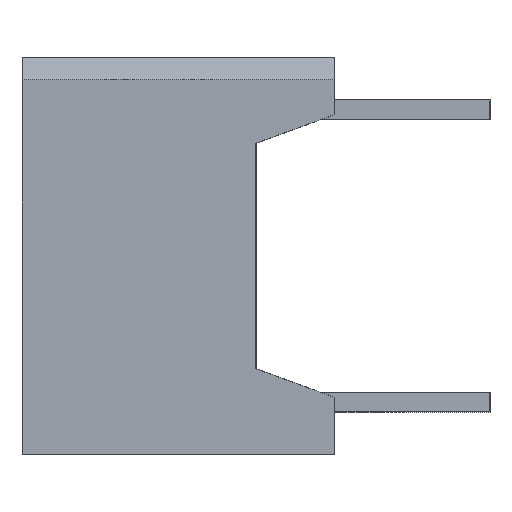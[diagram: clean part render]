
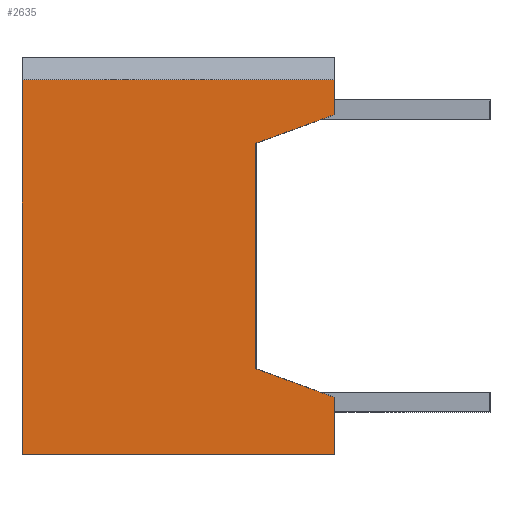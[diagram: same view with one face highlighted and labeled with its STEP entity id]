
A CAD part, left-side view. The second image highlights one B-rep face of the part: STEP entity #2635.
In plain terms, the highlighted planar face has unit normal (-1, 0, 0).
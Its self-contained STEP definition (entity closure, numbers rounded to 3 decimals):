
#7 = VECTOR ( 'NONE', #5059, 1000. ) ;
#24 = VECTOR ( 'NONE', #5056, 1000. ) ;
#52 = VECTOR ( 'NONE', #5041, 1000. ) ;
#58 = VECTOR ( 'NONE', #5035, 1000. ) ;
#74 = VECTOR ( 'NONE', #5050, 1000. ) ;
#220 = EDGE_CURVE ( 'NONE', #7660, #7706, #5033, .T. ) ;
#222 = EDGE_CURVE ( 'NONE', #7661, #7543, #5039, .T. ) ;
#225 = EDGE_CURVE ( 'NONE', #7660, #7708, #5048, .T. ) ;
#227 = EDGE_CURVE ( 'NONE', #1001, #7661, #5054, .T. ) ;
#228 = EDGE_CURVE ( 'NONE', #7543, #7715, #5057, .T. ) ;
#1001 = VERTEX_POINT ( 'NONE', #3949 ) ;
#1029 = VERTEX_POINT ( 'NONE', #3976 ) ;
#2635 = ADVANCED_FACE ( 'NONE', ( #6428 ), #15278, .T. ) ;
#3072 = EDGE_CURVE ( 'NONE', #7708, #1029, #13510, .T. ) ;
#3949 = CARTESIAN_POINT ( 'NONE',  ( -12.7, -6., 2.892 ) ) ;
#3976 = CARTESIAN_POINT ( 'NONE',  ( -12.7, -6., -2.892 ) ) ;
#4202 = EDGE_CURVE ( 'NONE', #7706, #7715, #13688, .T. ) ;
#5033 = LINE ( 'NONE', #5034, #58 ) ;
#5034 = CARTESIAN_POINT ( 'NONE',  ( -12.7, -8., -5.08 ) ) ;
#5035 = DIRECTION ( 'NONE',  ( 0., 1., 0. ) ) ;
#5039 = LINE ( 'NONE', #5040, #52 ) ;
#5040 = CARTESIAN_POINT ( 'NONE',  ( -12.7, -8., 0. ) ) ;
#5041 = DIRECTION ( 'NONE',  ( 0., 0., 1. ) ) ;
#5048 = LINE ( 'NONE', #5049, #74 ) ;
#5049 = CARTESIAN_POINT ( 'NONE',  ( -12.7, -8., 0. ) ) ;
#5050 = DIRECTION ( 'NONE',  ( 0., 0., 1. ) ) ;
#5054 = LINE ( 'NONE', #5055, #24 ) ;
#5055 = CARTESIAN_POINT ( 'NONE',  ( -12.7, -12.311, 5.189 ) ) ;
#5056 = DIRECTION ( 'NONE',  ( 0., -0.94, 0.342 ) ) ;
#5057 = LINE ( 'NONE', #5058, #7 ) ;
#5058 = CARTESIAN_POINT ( 'NONE',  ( -12.7, -8., 4.514 ) ) ;
#5059 = DIRECTION ( 'NONE',  ( 0., 1., 0. ) ) ;
#6428 = FACE_OUTER_BOUND ( 'NONE', #17422, .T. ) ;
#6434 = AXIS2_PLACEMENT_3D ( 'NONE', #15280, #15282, #15284 ) ;
#7355 = ORIENTED_EDGE ( 'NONE', *, *, #228, .T. ) ;
#7356 = ORIENTED_EDGE ( 'NONE', *, *, #227, .T. ) ;
#7357 = ORIENTED_EDGE ( 'NONE', *, *, #222, .T. ) ;
#7358 = ORIENTED_EDGE ( 'NONE', *, *, #225, .T. ) ;
#7359 = ORIENTED_EDGE ( 'NONE', *, *, #4202, .F. ) ;
#7360 = ORIENTED_EDGE ( 'NONE', *, *, #220, .F. ) ;
#7361 = ORIENTED_EDGE ( 'NONE', *, *, #3072, .T. ) ;
#7362 = ORIENTED_EDGE ( 'NONE', *, *, #17226, .T. ) ;
#7543 = VERTEX_POINT ( 'NONE', #14736 ) ;
#7660 = VERTEX_POINT ( 'NONE', #14853 ) ;
#7661 = VERTEX_POINT ( 'NONE', #14854 ) ;
#7706 = VERTEX_POINT ( 'NONE', #14899 ) ;
#7708 = VERTEX_POINT ( 'NONE', #14901 ) ;
#7715 = VERTEX_POINT ( 'NONE', #14908 ) ;
#13510 = LINE ( 'NONE', #13511, #14004 ) ;
#13511 = CARTESIAN_POINT ( 'NONE',  ( -12.7, -12.311, -5.189 ) ) ;
#13512 = DIRECTION ( 'NONE',  ( 0., 0.94, 0.342 ) ) ;
#13688 = LINE ( 'NONE', #13689, #14063 ) ;
#13689 = CARTESIAN_POINT ( 'NONE',  ( -12.7, 0., 0. ) ) ;
#13690 = DIRECTION ( 'NONE',  ( 0., 0., 1. ) ) ;
#14004 = VECTOR ( 'NONE', #13512, 1000. ) ;
#14063 = VECTOR ( 'NONE', #13690, 1000. ) ;
#14736 = CARTESIAN_POINT ( 'NONE',  ( -12.7, -8., 4.514 ) ) ;
#14853 = CARTESIAN_POINT ( 'NONE',  ( -12.7, -8., -5.08 ) ) ;
#14854 = CARTESIAN_POINT ( 'NONE',  ( -12.7, -8., 3.62 ) ) ;
#14899 = CARTESIAN_POINT ( 'NONE',  ( -12.7, 0., -5.08 ) ) ;
#14901 = CARTESIAN_POINT ( 'NONE',  ( -12.7, -8., -3.62 ) ) ;
#14908 = CARTESIAN_POINT ( 'NONE',  ( -12.7, 0., 4.514 ) ) ;
#15209 = LINE ( 'NONE', #15211, #15686 ) ;
#15211 = CARTESIAN_POINT ( 'NONE',  ( -12.7, -6., 0. ) ) ;
#15213 = DIRECTION ( 'NONE',  ( 0., 0., 1. ) ) ;
#15278 = PLANE ( 'NONE',  #6434 ) ;
#15280 = CARTESIAN_POINT ( 'NONE',  ( -12.7, -8., 0. ) ) ;
#15282 = DIRECTION ( 'NONE',  ( -1., 0., 0. ) ) ;
#15284 = DIRECTION ( 'NONE',  ( 0., 0., 1. ) ) ;
#15686 = VECTOR ( 'NONE', #15213, 1000. ) ;
#17226 = EDGE_CURVE ( 'NONE', #1029, #1001, #15209, .T. ) ;
#17422 = EDGE_LOOP ( 'NONE', ( #7356, #7357, #7355, #7359, #7360, #7358, #7361, #7362 ) ) ;
